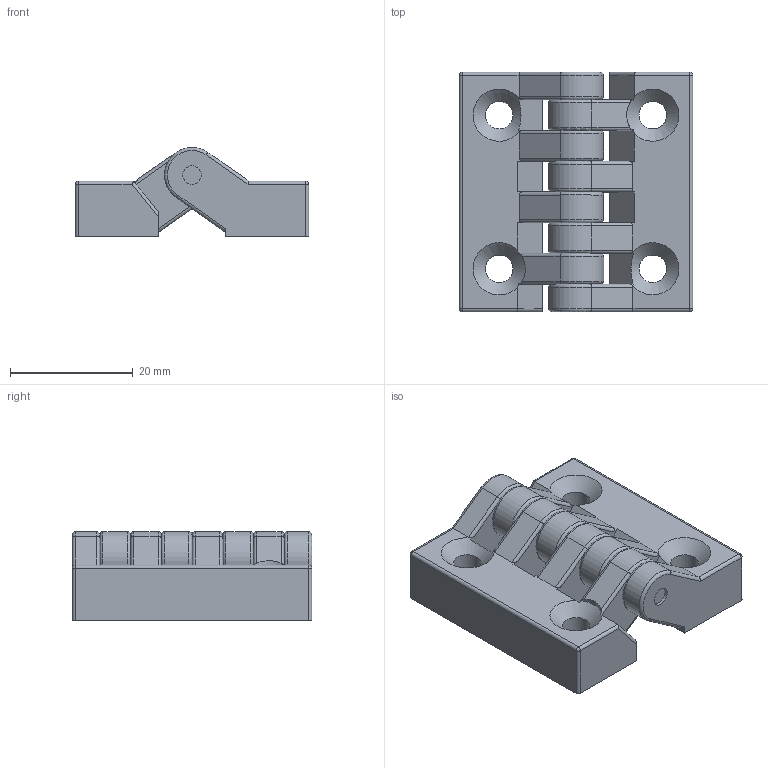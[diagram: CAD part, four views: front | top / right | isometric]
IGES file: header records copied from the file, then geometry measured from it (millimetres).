
Global section: file name: 601616.stp.ipt; native system: Autodesk Inventor 2014; preprocessor: unknown; author: zeman; date: 20151020.100046; units: millimetre
Bounding box: 38 x 39 x 14.48 mm (x, y, z)
Volume: 10824.5 mm3; surface area: 8278.7 mm2
Topology: 3 solids, 3 shells, 183 faces, 483 edges, 306 vertices
Faces by surface type: plane 84, cylinder 61, revolution 34, sphere 4
Full cylindrical faces by diameter (mm): 3 x1
